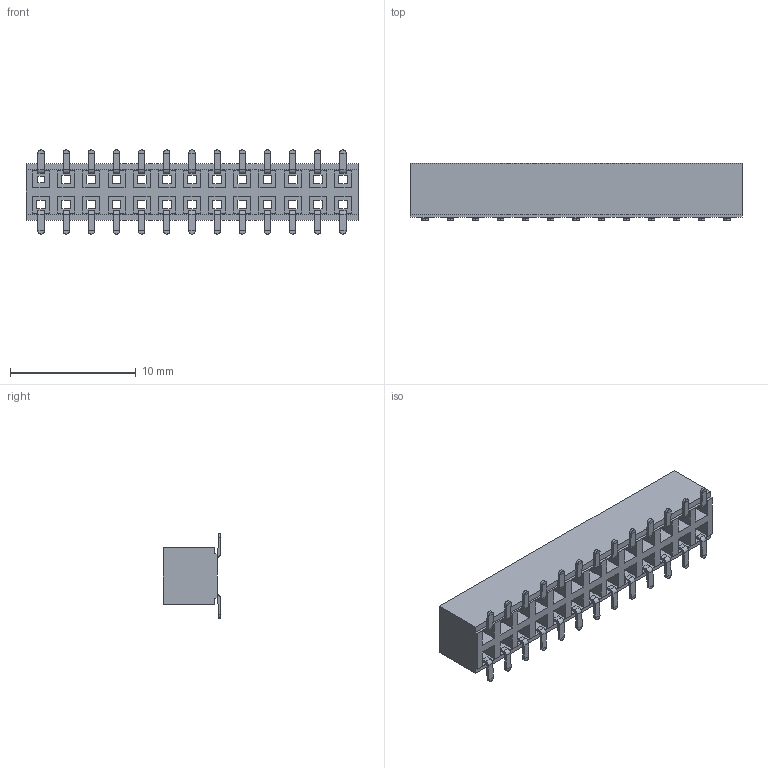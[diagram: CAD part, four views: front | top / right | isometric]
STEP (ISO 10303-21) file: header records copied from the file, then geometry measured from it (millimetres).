
FILE_DESCRIPTION(('STEP AP214'),'1');
FILE_NAME(' ',' ',('TraceParts'),('TraceParts S.A.'),'XStep 1.0',' ',' ');
FILE_SCHEMA(('automotive_design'));
Length unit declared in the file: millimetre
Products named in the file (1): 1
Bounding box: 26.4 x 4.6 x 6.7 mm (x, y, z)
Volume: 321.3 mm3; surface area: 1119.3 mm2
Topology: 1 solids, 1 shells, 743 faces, 2116 edges, 1376 vertices
Faces by surface type: plane 613, cylinder 130
Entity records: 47406 total; most frequent: CARTESIAN_POINT 4236, STYLED_ITEM 4235, PRESENTATION_STYLE_ASSIGNMENT 4235, COLOUR_RGB 4235, ORIENTED_EDGE 4232, DIRECTION 3864, EDGE_CURVE 2116, CURVE_STYLE 2116
